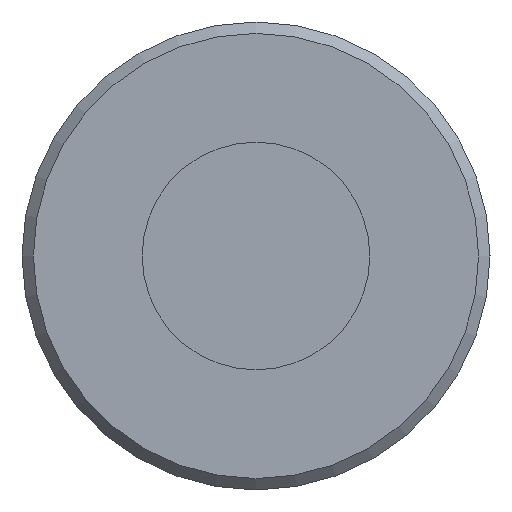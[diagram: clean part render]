
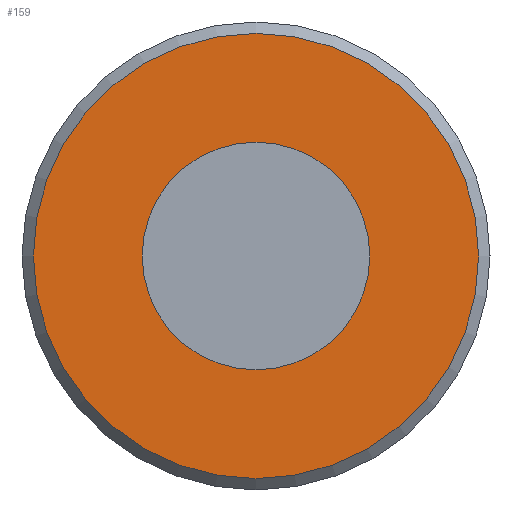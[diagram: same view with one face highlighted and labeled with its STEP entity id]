
A CAD part, left-side view. The second image highlights one B-rep face of the part: STEP entity #159.
In plain terms, the highlighted planar face has unit normal (-1, 0, 0).
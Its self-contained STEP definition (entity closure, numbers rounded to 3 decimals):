
#159 = ADVANCED_FACE( '', ( #296, #297 ), #298, .T. );
#296 = FACE_BOUND( '', #434, .T. );
#297 = FACE_OUTER_BOUND( '', #435, .T. );
#298 = PLANE( '', #436 );
#434 = EDGE_LOOP( '', ( #674 ) );
#435 = EDGE_LOOP( '', ( #675 ) );
#436 = AXIS2_PLACEMENT_3D( '', #676, #677, #678 );
#674 = ORIENTED_EDGE( '', *, *, #891, .T. );
#675 = ORIENTED_EDGE( '', *, *, #892, .F. );
#676 = CARTESIAN_POINT( '', ( 0., 17.6, 0. ) );
#677 = DIRECTION( '', ( -1., 0., 0. ) );
#678 = DIRECTION( '', ( 0., 0., 1. ) );
#891 = EDGE_CURVE( '', #1026, #1026, #1027, .T. );
#892 = EDGE_CURVE( '', #1028, #1028, #1029, .T. );
#1026 = VERTEX_POINT( '', #1345 );
#1027 = CIRCLE( '', #1346, 9. );
#1028 = VERTEX_POINT( '', #1347 );
#1029 = CIRCLE( '', #1348, 17.6 );
#1345 = CARTESIAN_POINT( '', ( 0., 0., -9. ) );
#1346 = AXIS2_PLACEMENT_3D( '', #1483, #1484, #1485 );
#1347 = CARTESIAN_POINT( '', ( 0., 0., -17.6 ) );
#1348 = AXIS2_PLACEMENT_3D( '', #1486, #1487, #1488 );
#1483 = CARTESIAN_POINT( '', ( 0., 0., 0. ) );
#1484 = DIRECTION( '', ( 1., 0., 0. ) );
#1485 = DIRECTION( '', ( 0., 0., -1. ) );
#1486 = CARTESIAN_POINT( '', ( 0., 0., 0. ) );
#1487 = DIRECTION( '', ( 1., 0., 0. ) );
#1488 = DIRECTION( '', ( 0., 0., -1. ) );
